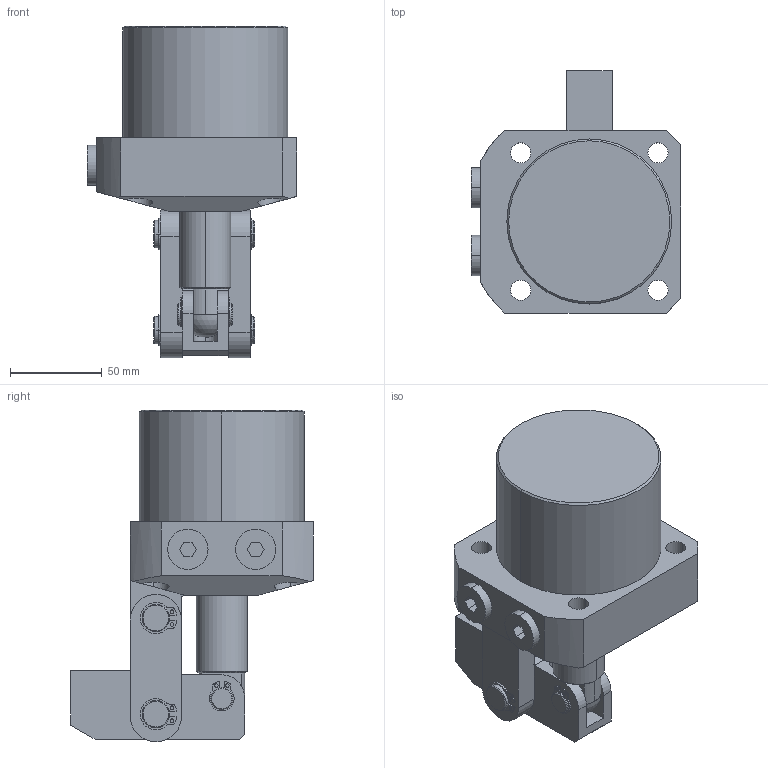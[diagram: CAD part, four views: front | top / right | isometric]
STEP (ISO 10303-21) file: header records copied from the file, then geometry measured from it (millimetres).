
FILE_DESCRIPTION (( 'STEP AP203' ), '1' );
FILE_NAME ('CLKA-090R杠杆油压缸三维图.STEP', '2019-04-15T12:58:43', ( 'User' ), ( 'china' ), 'SwSTEP 2.0', 'SolidWorks 2018', '' );
FILE_SCHEMA (( 'CONFIG_CONTROL_DESIGN' ));
Length unit declared in the file: millimetre
Products named in the file (10): ｿｨ輹_1_3; ﾁｬｸﾋ_1_3; ﾏ銈1_3; ﾑｹｱﾛ_1_3; 囀鞠褒黑芛郔陔3-800; 090R掛极; ｶﾌﾏ銈1_3; CLKA-090R杠杆油压缸三维图; 傻种縐蓰_1_3; 090活塞杆01
Assembly tree (16 placements, depth 2):
  CLKA-090R杠杆油压缸三维图
    ｶﾌﾏ銈1_3
    傻种縐蓰_1_3  x2
    090活塞杆01
    ｿｨ輹_1_3  x4
    ﾁｬｸﾋ_1_3  x2
    ﾏ銈1_3  x2
    ﾑｹｱﾛ_1_3
    囀鞠褒黑芛郔陔3-800  x2
    090R掛极
Bounding box: 114.5 x 132.5 x 181.1 mm (x, y, z)
Volume: 663686.3 mm3; surface area: 145149.7 mm2
Topology: 15 solids, 17 shells, 373 faces, 950 edges, 626 vertices
Faces by surface type: cylinder 204, plane 141, cone 24, sphere 2, torus 2
Entity records: 8750 total; most frequent: CARTESIAN_POINT 1719, DIRECTION 1301, ORIENTED_EDGE 1146, EDGE_CURVE 575, AXIS2_PLACEMENT_3D 506, VERTEX_POINT 380, VECTOR 289, LINE 289
